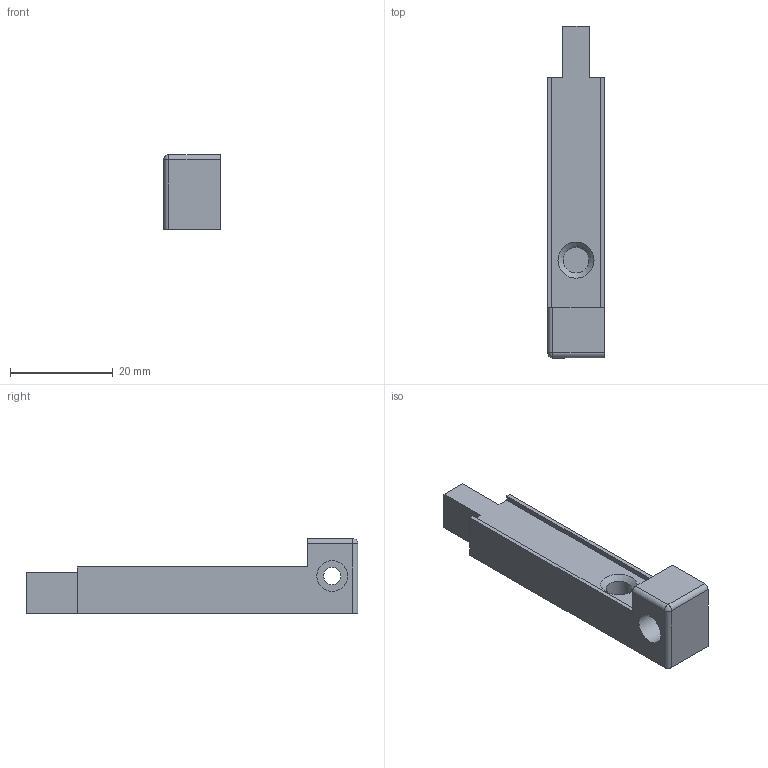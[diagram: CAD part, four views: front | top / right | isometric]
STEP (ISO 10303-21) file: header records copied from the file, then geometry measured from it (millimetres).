
FILE_DESCRIPTION(/* description */ (''),/* implementation_level */ '2;1');
FILE_NAME(/* name */ 'left_rail_holder.step',/* time_stamp */ '2026-02-16T15:39:09-08:00',/* author */ (''),/* organization */ (''),/* preprocessor_version */ 'ST-DEVELOPER v20.1',/* originating_system */ 'Autodesk Translation Framework v14.24.0.0',/* authorisation */ '');
FILE_SCHEMA (('AUTOMOTIVE_DESIGN { 1 0 10303 214 3 1 1 }'));
Length unit declared in the file: millimetre
Products named in the file (5): Manuel 1.0; V4 robot arm; Gripper (3); Rail holder; Left rail holder
Assembly tree (4 placements, depth 5):
  Manuel 1.0
    V4 robot arm
      Gripper (3)
        Rail holder
          Left rail holder
Bounding box: 11 x 64.5 x 14.5 mm (x, y, z)
Volume: 5565.5 mm3; surface area: 3204.6 mm2
Topology: 1 solids, 1 shells, 26 faces, 62 edges, 40 vertices
Faces by surface type: plane 18, cylinder 6, sphere 1, cone 1
Full cylindrical faces by diameter (mm): 3.4 x1, 5 x1, 6 x1
Entity records: 871 total; most frequent: DIRECTION 145, CARTESIAN_POINT 137, ORIENTED_EDGE 124, EDGE_CURVE 62, LINE 49, VECTOR 49, AXIS2_PLACEMENT_3D 48, VERTEX_POINT 40
